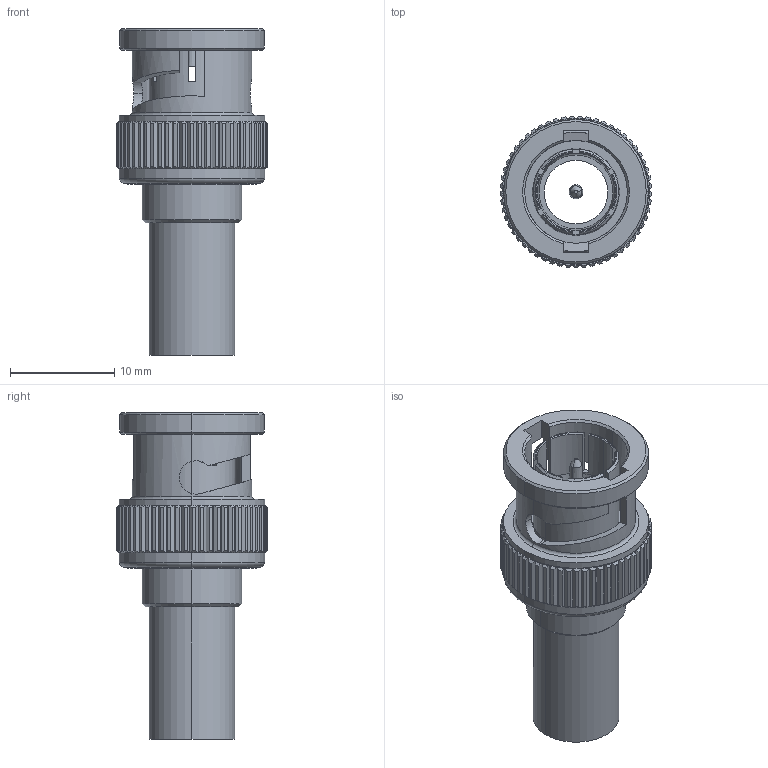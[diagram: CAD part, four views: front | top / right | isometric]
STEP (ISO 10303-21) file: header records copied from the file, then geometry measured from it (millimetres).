
FILE_DESCRIPTION (( 'STEP AP214' ), '1' );
FILE_NAME ('10-005-B126-FC1.STEP', '2023-11-27T13:42:29', ( '' ), ( '' ), 'SwSTEP 2.0', 'SolidWorks 2023', '' );
FILE_SCHEMA (( 'AUTOMOTIVE_DESIGN' ));
Length unit declared in the file: millimetre
Products named in the file (1): 10-005-B126-FC1
Bounding box: 14.5 x 14.5 x 31.3 mm (x, y, z)
Surface area: 2355.6 mm2 (no closed solid volume)
Topology: 0 solids, 7 shells, 400 faces, 1173 edges, 777 vertices
Faces by surface type: plane 156, cone 153, cylinder 87, torus 4
Entity records: 13704 total; most frequent: CARTESIAN_POINT 3315, ORIENTED_EDGE 2312, DIRECTION 2040, EDGE_CURVE 1173, VERTEX_POINT 777, AXIS2_PLACEMENT_3D 756, VECTOR 528, LINE 528
